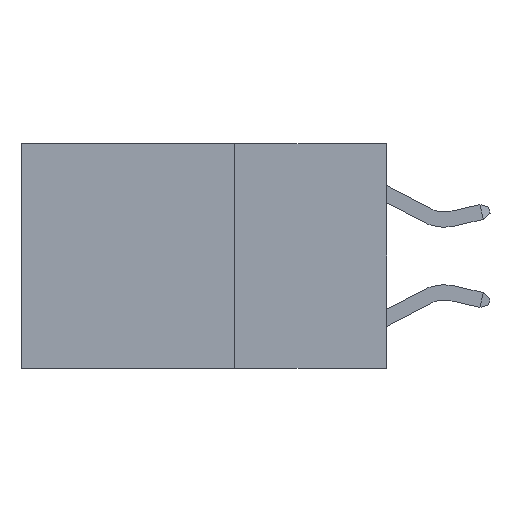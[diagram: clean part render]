
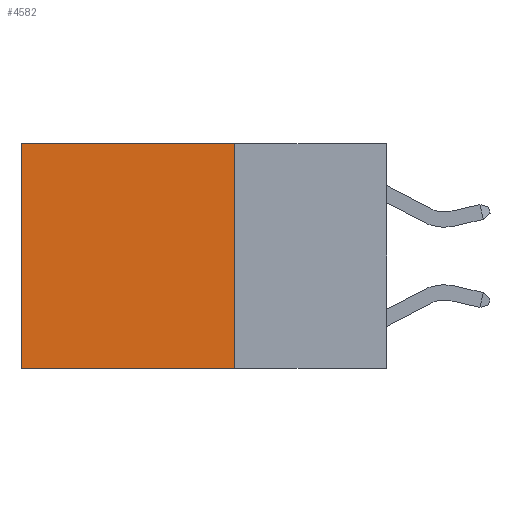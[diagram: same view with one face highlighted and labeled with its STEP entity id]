
A CAD part, left-side view. The second image highlights one B-rep face of the part: STEP entity #4582.
In plain terms, the highlighted planar face has unit normal (-1, 0, 0).
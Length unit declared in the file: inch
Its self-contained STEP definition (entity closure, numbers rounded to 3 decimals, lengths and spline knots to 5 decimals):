
#40 = EDGE_CURVE ( 'NONE', #7747, #691, #437, .T. ) ;
#388 = CARTESIAN_POINT ( 'NONE',  ( 0.2625, 0.6, -0.37 ) ) ;
#437 = LINE ( 'NONE', #11761, #3886 ) ;
#691 = VERTEX_POINT ( 'NONE', #9469 ) ;
#904 = DIRECTION ( 'NONE',  ( 0., 1., 0. ) ) ;
#1165 = VECTOR ( 'NONE', #16996, 39.37008 ) ;
#1417 = CARTESIAN_POINT ( 'NONE',  ( 0.2625, 0.25, 0. ) ) ;
#1859 = FACE_OUTER_BOUND ( 'NONE', #12744, .T. ) ;
#3107 = ORIENTED_EDGE ( 'NONE', *, *, #4380, .T. ) ;
#3886 = VECTOR ( 'NONE', #10741, 39.37008 ) ;
#3916 = VERTEX_POINT ( 'NONE', #388 ) ;
#4380 = EDGE_CURVE ( 'NONE', #12902, #3916, #12569, .T. ) ;
#4582 = ADVANCED_FACE ( 'NONE', ( #1859 ), #11842, .F. ) ;
#4815 = DIRECTION ( 'NONE',  ( 1., 0., 0. ) ) ;
#6646 = VECTOR ( 'NONE', #13109, 39.37008 ) ;
#7077 = CARTESIAN_POINT ( 'NONE',  ( 0.2625, 0.6, 0. ) ) ;
#7361 = ORIENTED_EDGE ( 'NONE', *, *, #15732, .T. ) ;
#7465 = ORIENTED_EDGE ( 'NONE', *, *, #17933, .F. ) ;
#7747 = VERTEX_POINT ( 'NONE', #1417 ) ;
#7850 = LINE ( 'NONE', #9546, #8698 ) ;
#8698 = VECTOR ( 'NONE', #904, 39.37008 ) ;
#8928 = CARTESIAN_POINT ( 'NONE',  ( 0.2625, 0.25, -0.37 ) ) ;
#9034 = CARTESIAN_POINT ( 'NONE',  ( 0.2625, 0.25, 0. ) ) ;
#9469 = CARTESIAN_POINT ( 'NONE',  ( 0.2625, 0.25, -0.37 ) ) ;
#9546 = CARTESIAN_POINT ( 'NONE',  ( 0.2625, 0.25, 0. ) ) ;
#10741 = DIRECTION ( 'NONE',  ( 0., 0., -1. ) ) ;
#10750 = LINE ( 'NONE', #8928, #6646 ) ;
#11761 = CARTESIAN_POINT ( 'NONE',  ( 0.2625, 0.25, 0. ) ) ;
#11842 = PLANE ( 'NONE',  #17329 ) ;
#12013 = ORIENTED_EDGE ( 'NONE', *, *, #40, .F. ) ;
#12569 = LINE ( 'NONE', #15608, #1165 ) ;
#12744 = EDGE_LOOP ( 'NONE', ( #3107, #7465, #12013, #7361 ) ) ;
#12902 = VERTEX_POINT ( 'NONE', #7077 ) ;
#13109 = DIRECTION ( 'NONE',  ( 0., 1., 0. ) ) ;
#14596 = DIRECTION ( 'NONE',  ( 0., 0., -1. ) ) ;
#15608 = CARTESIAN_POINT ( 'NONE',  ( 0.2625, 0.6, 0. ) ) ;
#15732 = EDGE_CURVE ( 'NONE', #7747, #12902, #7850, .T. ) ;
#16996 = DIRECTION ( 'NONE',  ( 0., 0., -1. ) ) ;
#17329 = AXIS2_PLACEMENT_3D ( 'NONE', #9034, #4815, #14596 ) ;
#17933 = EDGE_CURVE ( 'NONE', #691, #3916, #10750, .T. ) ;
